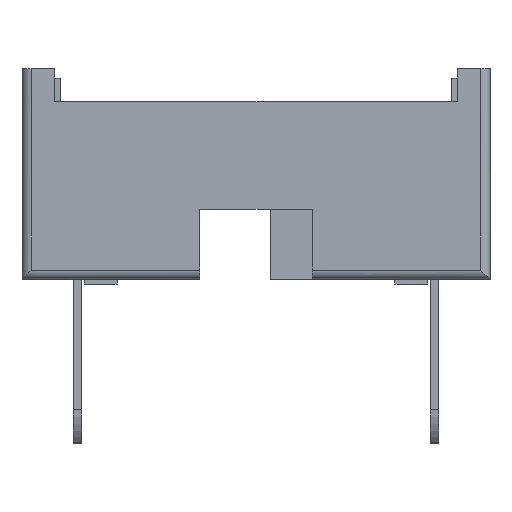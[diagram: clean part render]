
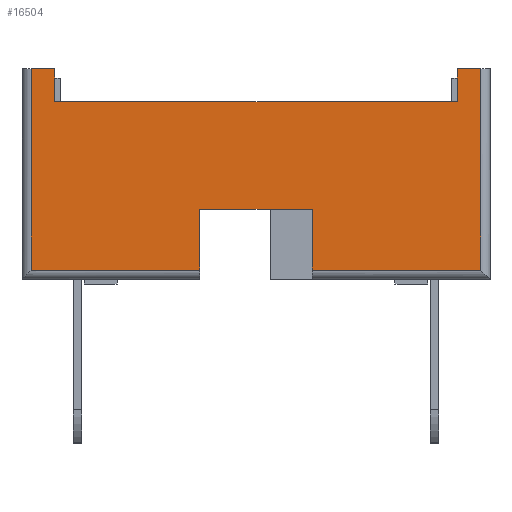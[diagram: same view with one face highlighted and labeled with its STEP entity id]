
A CAD part, front view. The second image highlights one B-rep face of the part: STEP entity #16504.
In plain terms, the highlighted planar face has unit normal (0, -1, 0).
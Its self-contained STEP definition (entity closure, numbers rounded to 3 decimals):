
#787=FACE_OUTER_BOUND('',#1732,.T.);
#1732=EDGE_LOOP('',(#11523,#11524,#11525,#11526,#11527,#11528,#11529,#11530,
#11531,#11532,#11533,#11534));
#2544=LINE('',#23210,#4649);
#2547=LINE('',#23221,#4652);
#2559=LINE('',#23247,#4664);
#2565=LINE('',#23263,#4670);
#2566=LINE('',#23267,#4671);
#2581=LINE('',#23299,#4686);
#2606=LINE('',#23358,#4711);
#2612=LINE('',#23371,#4717);
#2614=LINE('',#23374,#4719);
#2800=LINE('',#23762,#4905);
#2801=LINE('',#23764,#4906);
#2972=LINE('',#24119,#5077);
#4649=VECTOR('',#18623,10.);
#4652=VECTOR('',#18634,10.);
#4664=VECTOR('',#18650,10.);
#4670=VECTOR('',#18664,10.);
#4671=VECTOR('',#18669,10.);
#4686=VECTOR('',#18692,10.);
#4711=VECTOR('',#18751,10.);
#4717=VECTOR('',#18763,10.);
#4719=VECTOR('',#18767,10.);
#4905=VECTOR('',#19111,10.);
#4906=VECTOR('',#19114,10.);
#5077=VECTOR('',#19429,10.);
#6746=VERTEX_POINT('',#23208);
#6747=VERTEX_POINT('',#23209);
#6751=VERTEX_POINT('',#23219);
#6763=VERTEX_POINT('',#23245);
#6768=VERTEX_POINT('',#23260);
#6769=VERTEX_POINT('',#23262);
#6770=VERTEX_POINT('',#23266);
#6783=VERTEX_POINT('',#23298);
#6803=VERTEX_POINT('',#23368);
#6804=VERTEX_POINT('',#23370);
#6925=VERTEX_POINT('',#23756);
#6927=VERTEX_POINT('',#23760);
#8352=EDGE_CURVE('',#6746,#6747,#2544,.T.);
#8358=EDGE_CURVE('',#6751,#6746,#2547,.T.);
#8371=EDGE_CURVE('',#6763,#6751,#2559,.T.);
#8378=EDGE_CURVE('',#6768,#6769,#2565,.T.);
#8380=EDGE_CURVE('',#6769,#6770,#2566,.T.);
#8396=EDGE_CURVE('',#6783,#6770,#2581,.T.);
#8426=EDGE_CURVE('',#6763,#6783,#2606,.T.);
#8433=EDGE_CURVE('',#6803,#6804,#2612,.T.);
#8435=EDGE_CURVE('',#6768,#6804,#2614,.T.);
#8622=EDGE_CURVE('',#6925,#6927,#2800,.T.);
#8623=EDGE_CURVE('',#6747,#6927,#2801,.T.);
#8794=EDGE_CURVE('',#6925,#6803,#2972,.T.);
#11523=ORIENTED_EDGE('',*,*,#8358,.F.);
#11524=ORIENTED_EDGE('',*,*,#8371,.F.);
#11525=ORIENTED_EDGE('',*,*,#8426,.T.);
#11526=ORIENTED_EDGE('',*,*,#8396,.T.);
#11527=ORIENTED_EDGE('',*,*,#8380,.F.);
#11528=ORIENTED_EDGE('',*,*,#8378,.F.);
#11529=ORIENTED_EDGE('',*,*,#8435,.T.);
#11530=ORIENTED_EDGE('',*,*,#8433,.F.);
#11531=ORIENTED_EDGE('',*,*,#8794,.F.);
#11532=ORIENTED_EDGE('',*,*,#8622,.T.);
#11533=ORIENTED_EDGE('',*,*,#8623,.F.);
#11534=ORIENTED_EDGE('',*,*,#8352,.F.);
#15701=PLANE('',#17537);
#16504=ADVANCED_FACE('',(#787),#15701,.T.);
#17537=AXIS2_PLACEMENT_3D('',#24118,#19427,#19428);
#18623=DIRECTION('',(0.,0.,1.));
#18634=DIRECTION('',(-1.,0.,0.));
#18650=DIRECTION('',(0.,0.,-1.));
#18664=DIRECTION('',(0.,0.,-1.));
#18669=DIRECTION('',(-1.,0.,0.));
#18692=DIRECTION('',(0.,0.,-1.));
#18751=DIRECTION('',(1.,0.,0.));
#18763=DIRECTION('',(0.,0.,1.));
#18767=DIRECTION('',(-1.,0.,0.));
#19111=DIRECTION('',(0.,0.,1.));
#19114=DIRECTION('',(1.,0.,0.));
#19427=DIRECTION('center_axis',(0.,-1.,0.));
#19428=DIRECTION('ref_axis',(-1.,0.,0.));
#19429=DIRECTION('',(1.,0.,0.));
#23208=CARTESIAN_POINT('',(-0.99,-34.31,0.3));
#23209=CARTESIAN_POINT('',(-0.99,-34.31,4.6));
#23210=CARTESIAN_POINT('',(-0.99,-34.31,3.9));
#23219=CARTESIAN_POINT('',(2.61,-34.31,0.3));
#23221=CARTESIAN_POINT('',(1.66,-34.31,0.3));
#23245=CARTESIAN_POINT('',(2.61,-34.31,1.6));
#23247=CARTESIAN_POINT('',(2.61,-34.31,3.9));
#23260=CARTESIAN_POINT('',(8.61,-34.31,4.6));
#23262=CARTESIAN_POINT('',(8.61,-34.31,0.3));
#23263=CARTESIAN_POINT('',(8.61,-34.31,3.9));
#23266=CARTESIAN_POINT('',(5.01,-34.31,0.3));
#23267=CARTESIAN_POINT('',(4.76,-34.31,0.3));
#23298=CARTESIAN_POINT('',(5.01,-34.31,1.6));
#23299=CARTESIAN_POINT('',(5.01,-34.31,3.9));
#23358=CARTESIAN_POINT('',(5.01,-34.31,1.6));
#23368=CARTESIAN_POINT('',(8.11,-34.31,3.9));
#23370=CARTESIAN_POINT('',(8.11,-34.31,4.6));
#23371=CARTESIAN_POINT('',(8.11,-34.31,3.9));
#23374=CARTESIAN_POINT('',(8.11,-34.31,4.6));
#23756=CARTESIAN_POINT('',(-0.49,-34.31,3.9));
#23760=CARTESIAN_POINT('',(-0.49,-34.31,4.6));
#23762=CARTESIAN_POINT('',(-0.49,-34.31,3.9));
#23764=CARTESIAN_POINT('',(-0.49,-34.31,4.6));
#24118=CARTESIAN_POINT('Origin',(2.61,-34.31,3.9));
#24119=CARTESIAN_POINT('',(-1.19,-34.31,3.9));
